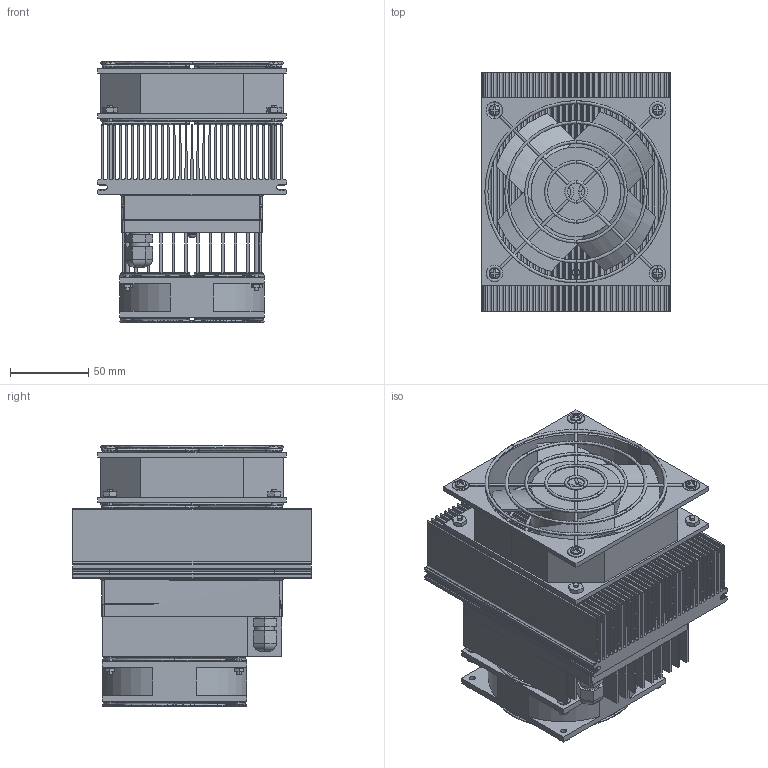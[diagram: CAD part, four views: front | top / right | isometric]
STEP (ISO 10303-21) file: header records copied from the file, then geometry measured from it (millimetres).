
FILE_DESCRIPTION (( 'STEP AP203' ), '1' );
FILE_NAME ('AHP-250.STEP', '2016-05-10T16:58:56', ( '' ), ( '' ), 'SwSTEP 2.0', 'SolidWorks 2016', '' );
FILE_SCHEMA (( 'CONFIG_CONTROL_DESIGN' ));
Length unit declared in the file: inch
Products named in the file (1): AHP-250
Bounding box: 120.55 x 152.4 x 166.96 mm (x, y, z)
Surface area: 618133 mm2 (no closed solid volume)
Topology: 0 solids, 93 shells, 1338 faces, 3575 edges, 2342 vertices
Faces by surface type: plane 665, cylinder 457, torus 130, bspline 56, cone 30
Entity records: 45759 total; most frequent: CARTESIAN_POINT 12641, ORIENTED_EDGE 6910, DIRECTION 6761, EDGE_CURVE 3528, AXIS2_PLACEMENT_3D 2463, VERTEX_POINT 2336, VECTOR 1835, LINE 1835
